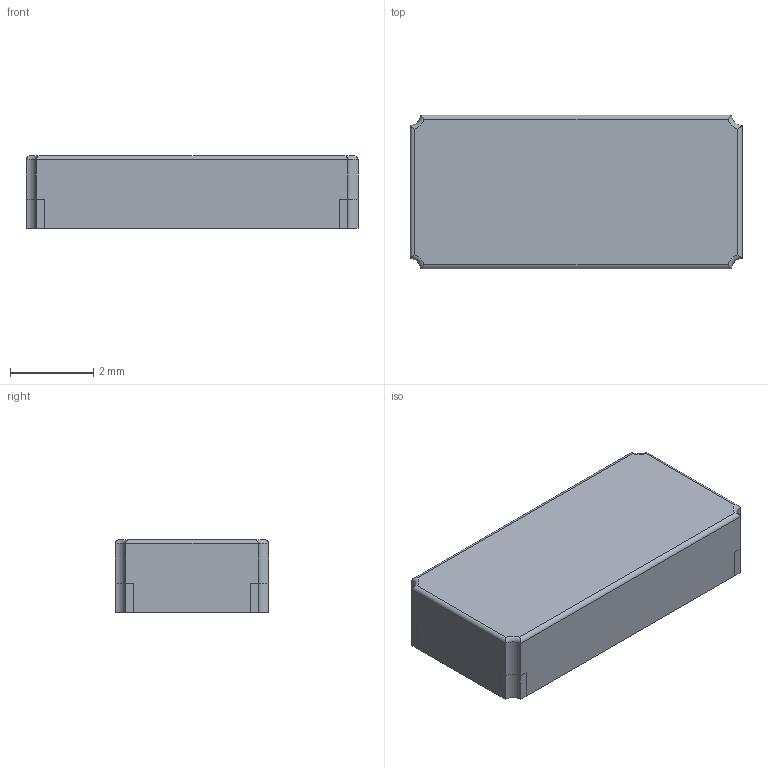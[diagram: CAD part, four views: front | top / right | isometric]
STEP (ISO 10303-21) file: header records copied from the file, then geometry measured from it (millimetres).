
FILE_DESCRIPTION((''),'2;1');
FILE_NAME('OSC_MICRO-CRYSTAL_CC1F-T1A.stp','2014-08-14T13:17:51',(''),(''),'Mechanical Desktop 2011','Mechanical Desktop 2011',', , ');
FILE_SCHEMA(('AUTOMOTIVE_DESIGN { 1 2 10303 214 1 1 1 1 }'));
Length unit declared in the file: millimetre
Products named in the file (1): Product
Bounding box: 8 x 3.7 x 1.75 mm (x, y, z)
Volume: 51.4 mm3; surface area: 147.1 mm2
Topology: 4 solids, 4 shells, 80 faces, 208 edges, 136 vertices
Faces by surface type: bspline 35, plane 23, cylinder 18, torus 4
Entity records: 2707 total; most frequent: CARTESIAN_POINT 774, ORIENTED_EDGE 416, DIRECTION 344, EDGE_CURVE 208, VECTOR 148, LINE 148, VERTEX_POINT 136, AXIS2_PLACEMENT_3D 98
